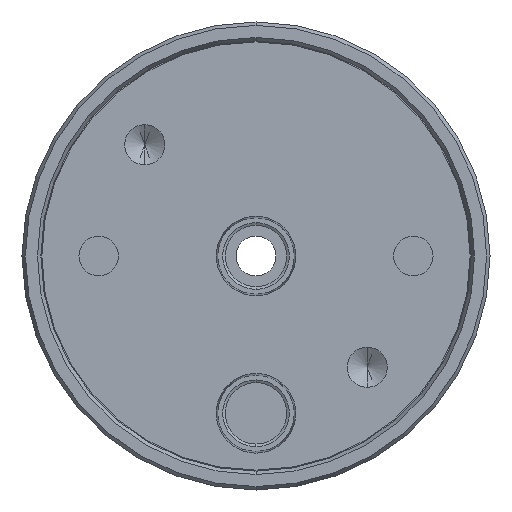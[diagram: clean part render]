
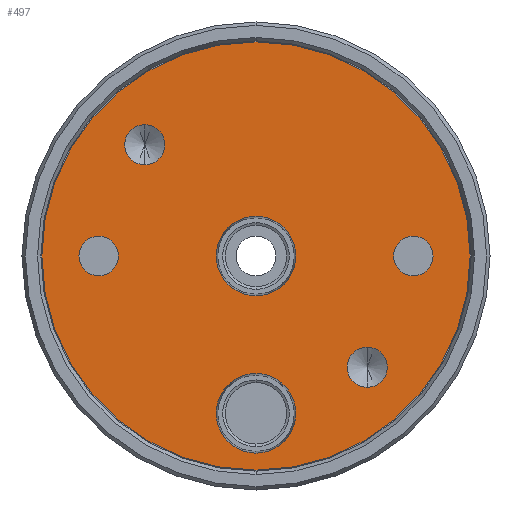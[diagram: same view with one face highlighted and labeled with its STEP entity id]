
A CAD part, front view. The second image highlights one B-rep face of the part: STEP entity #497.
In plain terms, the highlighted planar face has unit normal (0, -1, 0).
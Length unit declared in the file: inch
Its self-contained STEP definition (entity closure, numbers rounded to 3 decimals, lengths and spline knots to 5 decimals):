
#11 = CIRCLE ( 'NONE', #1013, 0.10156 ) ;
#12 = EDGE_CURVE ( 'NONE', #1092, #451, #119, .T. ) ;
#36 = AXIS2_PLACEMENT_3D ( 'NONE', #1576, #397, #860 ) ;
#95 = EDGE_LOOP ( 'NONE', ( #1996, #1834 ) ) ;
#119 = CIRCLE ( 'NONE', #926, 0.10156 ) ;
#124 = EDGE_LOOP ( 'NONE', ( #2316, #1851 ) ) ;
#128 = AXIS2_PLACEMENT_3D ( 'NONE', #1566, #2642, #2221 ) ;
#139 = EDGE_CURVE ( 'NONE', #2648, #603, #2127, .T. ) ;
#179 = PLANE ( 'NONE',  #787 ) ;
#188 = ORIENTED_EDGE ( 'NONE', *, *, #767, .F. ) ;
#191 = AXIS2_PLACEMENT_3D ( 'NONE', #2382, #1274, #1260 ) ;
#193 = EDGE_CURVE ( 'NONE', #464, #220, #2028, .T. ) ;
#197 = DIRECTION ( 'NONE',  ( 0., 0., 1. ) ) ;
#213 = DIRECTION ( 'NONE',  ( 0., 0., 1. ) ) ;
#216 = DIRECTION ( 'NONE',  ( 0., -1., 0. ) ) ;
#220 = VERTEX_POINT ( 'NONE', #2035 ) ;
#277 = EDGE_LOOP ( 'NONE', ( #2248, #1413 ) ) ;
#303 = CARTESIAN_POINT ( 'NONE',  ( 0., 0., 0. ) ) ;
#397 = DIRECTION ( 'NONE',  ( 0., -1., 0. ) ) ;
#433 = CIRCLE ( 'NONE', #2359, 0.1005 ) ;
#434 = DIRECTION ( 'NONE',  ( 0., 0., 1. ) ) ;
#436 = FACE_BOUND ( 'NONE', #2022, .T. ) ;
#451 = VERTEX_POINT ( 'NONE', #2000 ) ;
#464 = VERTEX_POINT ( 'NONE', #856 ) ;
#497 = ADVANCED_FACE ( 'NONE', ( #1989, #436, #2691, #2487, #2240, #841, #1103 ), #179, .F. ) ;
#500 = CARTESIAN_POINT ( 'NONE',  ( 0., 0., -1.0025 ) ) ;
#529 = CARTESIAN_POINT ( 'NONE',  ( 0.56569, 0., -0.56569 ) ) ;
#530 = CARTESIAN_POINT ( 'NONE',  ( 0.8, 0., 0. ) ) ;
#581 = CIRCLE ( 'NONE', #1271, 0.1005 ) ;
#603 = VERTEX_POINT ( 'NONE', #922 ) ;
#633 = AXIS2_PLACEMENT_3D ( 'NONE', #1933, #2813, #785 ) ;
#665 = CARTESIAN_POINT ( 'NONE',  ( -0.8, 0., 0. ) ) ;
#677 = CARTESIAN_POINT ( 'NONE',  ( -0.56569, 0., 0.56569 ) ) ;
#721 = ORIENTED_EDGE ( 'NONE', *, *, #1711, .F. ) ;
#722 = VERTEX_POINT ( 'NONE', #2251 ) ;
#746 = EDGE_CURVE ( 'NONE', #779, #2326, #1300, .T. ) ;
#754 = ORIENTED_EDGE ( 'NONE', *, *, #193, .F. ) ;
#767 = EDGE_CURVE ( 'NONE', #603, #2648, #2647, .T. ) ;
#768 = DIRECTION ( 'NONE',  ( 0., 0., 1. ) ) ;
#779 = VERTEX_POINT ( 'NONE', #500 ) ;
#785 = DIRECTION ( 'NONE',  ( 0., 0., 1. ) ) ;
#787 = AXIS2_PLACEMENT_3D ( 'NONE', #1870, #2723, #2531 ) ;
#841 = FACE_BOUND ( 'NONE', #124, .T. ) ;
#853 = CIRCLE ( 'NONE', #2384, 1.089 ) ;
#856 = CARTESIAN_POINT ( 'NONE',  ( -0.8, 0., 0.1005 ) ) ;
#860 = DIRECTION ( 'NONE',  ( 0., 0., 1. ) ) ;
#875 = CARTESIAN_POINT ( 'NONE',  ( -0.56569, 0., 0.56569 ) ) ;
#882 = DIRECTION ( 'NONE',  ( 0., -1., 0. ) ) ;
#884 = DIRECTION ( 'NONE',  ( 0., 0., 1. ) ) ;
#888 = EDGE_CURVE ( 'NONE', #451, #1092, #11, .T. ) ;
#903 = ORIENTED_EDGE ( 'NONE', *, *, #12, .F. ) ;
#922 = CARTESIAN_POINT ( 'NONE',  ( -0.56569, 0., 0.66725 ) ) ;
#925 = CARTESIAN_POINT ( 'NONE',  ( 0., 0., -0.2025 ) ) ;
#926 = AXIS2_PLACEMENT_3D ( 'NONE', #2710, #1070, #197 ) ;
#950 = CARTESIAN_POINT ( 'NONE',  ( 0.8, 0., 0.1005 ) ) ;
#1013 = AXIS2_PLACEMENT_3D ( 'NONE', #529, #1435, #1912 ) ;
#1066 = EDGE_CURVE ( 'NONE', #722, #2395, #853, .T. ) ;
#1070 = DIRECTION ( 'NONE',  ( 0., -1., 0. ) ) ;
#1071 = CIRCLE ( 'NONE', #191, 0.2025 ) ;
#1092 = VERTEX_POINT ( 'NONE', #1251 ) ;
#1101 = CARTESIAN_POINT ( 'NONE',  ( 0., 0., 0. ) ) ;
#1103 = FACE_OUTER_BOUND ( 'NONE', #95, .T. ) ;
#1135 = ORIENTED_EDGE ( 'NONE', *, *, #139, .F. ) ;
#1163 = CIRCLE ( 'NONE', #2711, 0.2025 ) ;
#1214 = DIRECTION ( 'NONE',  ( 0., 0., 1. ) ) ;
#1224 = CARTESIAN_POINT ( 'NONE',  ( 0.8, 0., 0. ) ) ;
#1245 = AXIS2_PLACEMENT_3D ( 'NONE', #530, #1438, #768 ) ;
#1251 = CARTESIAN_POINT ( 'NONE',  ( 0.56569, 0., -0.46412 ) ) ;
#1260 = DIRECTION ( 'NONE',  ( 0., 0., 1. ) ) ;
#1271 = AXIS2_PLACEMENT_3D ( 'NONE', #1224, #1926, #1214 ) ;
#1274 = DIRECTION ( 'NONE',  ( 0., -1., 0. ) ) ;
#1300 = CIRCLE ( 'NONE', #128, 0.2025 ) ;
#1315 = DIRECTION ( 'NONE',  ( 0., 0., 1. ) ) ;
#1316 = ORIENTED_EDGE ( 'NONE', *, *, #2414, .F. ) ;
#1361 = VERTEX_POINT ( 'NONE', #1866 ) ;
#1413 = ORIENTED_EDGE ( 'NONE', *, *, #2292, .F. ) ;
#1422 = VERTEX_POINT ( 'NONE', #2052 ) ;
#1435 = DIRECTION ( 'NONE',  ( 0., -1., 0. ) ) ;
#1438 = DIRECTION ( 'NONE',  ( 0., -1., 0. ) ) ;
#1509 = ORIENTED_EDGE ( 'NONE', *, *, #2276, .F. ) ;
#1565 = EDGE_LOOP ( 'NONE', ( #1316, #721 ) ) ;
#1566 = CARTESIAN_POINT ( 'NONE',  ( 0., 0., -0.8 ) ) ;
#1576 = CARTESIAN_POINT ( 'NONE',  ( -0.8, 0., 0. ) ) ;
#1632 = AXIS2_PLACEMENT_3D ( 'NONE', #2076, #2721, #884 ) ;
#1711 = EDGE_CURVE ( 'NONE', #1422, #1715, #581, .T. ) ;
#1715 = VERTEX_POINT ( 'NONE', #950 ) ;
#1772 = CIRCLE ( 'NONE', #1632, 0.2025 ) ;
#1809 = DIRECTION ( 'NONE',  ( 0., -1., 0. ) ) ;
#1816 = EDGE_LOOP ( 'NONE', ( #754, #1509 ) ) ;
#1834 = ORIENTED_EDGE ( 'NONE', *, *, #2575, .T. ) ;
#1851 = ORIENTED_EDGE ( 'NONE', *, *, #746, .F. ) ;
#1858 = EDGE_LOOP ( 'NONE', ( #903, #2153 ) ) ;
#1866 = CARTESIAN_POINT ( 'NONE',  ( 0., 0., 0.2025 ) ) ;
#1870 = CARTESIAN_POINT ( 'NONE',  ( 0., 0., 0. ) ) ;
#1912 = DIRECTION ( 'NONE',  ( 0., 0., 1. ) ) ;
#1926 = DIRECTION ( 'NONE',  ( 0., -1., 0. ) ) ;
#1933 = CARTESIAN_POINT ( 'NONE',  ( 0., 0., 0. ) ) ;
#1989 = FACE_BOUND ( 'NONE', #1858, .T. ) ;
#1996 = ORIENTED_EDGE ( 'NONE', *, *, #1066, .T. ) ;
#2000 = CARTESIAN_POINT ( 'NONE',  ( 0.56569, 0., -0.66725 ) ) ;
#2022 = EDGE_LOOP ( 'NONE', ( #188, #1135 ) ) ;
#2028 = CIRCLE ( 'NONE', #36, 0.1005 ) ;
#2035 = CARTESIAN_POINT ( 'NONE',  ( -0.8, 0., -0.1005 ) ) ;
#2052 = CARTESIAN_POINT ( 'NONE',  ( 0.8, 0., -0.1005 ) ) ;
#2076 = CARTESIAN_POINT ( 'NONE',  ( 0., 0., 0. ) ) ;
#2086 = VERTEX_POINT ( 'NONE', #925 ) ;
#2088 = DIRECTION ( 'NONE',  ( 0., 0., 1. ) ) ;
#2127 = CIRCLE ( 'NONE', #2270, 0.10157 ) ;
#2135 = DIRECTION ( 'NONE',  ( 0., 0., 1. ) ) ;
#2148 = DIRECTION ( 'NONE',  ( 0., -1., 0. ) ) ;
#2153 = ORIENTED_EDGE ( 'NONE', *, *, #888, .F. ) ;
#2177 = EDGE_CURVE ( 'NONE', #2326, #779, #1071, .T. ) ;
#2184 = AXIS2_PLACEMENT_3D ( 'NONE', #677, #216, #2088 ) ;
#2221 = DIRECTION ( 'NONE',  ( 0., 0., 1. ) ) ;
#2222 = DIRECTION ( 'NONE',  ( 0., -1., 0. ) ) ;
#2239 = CARTESIAN_POINT ( 'NONE',  ( 0., 0., -1.089 ) ) ;
#2240 = FACE_BOUND ( 'NONE', #277, .T. ) ;
#2248 = ORIENTED_EDGE ( 'NONE', *, *, #2480, .F. ) ;
#2251 = CARTESIAN_POINT ( 'NONE',  ( 0., 0., 1.089 ) ) ;
#2270 = AXIS2_PLACEMENT_3D ( 'NONE', #875, #1809, #213 ) ;
#2276 = EDGE_CURVE ( 'NONE', #220, #464, #433, .T. ) ;
#2284 = CARTESIAN_POINT ( 'NONE',  ( 0., 0., -0.5975 ) ) ;
#2292 = EDGE_CURVE ( 'NONE', #2086, #1361, #1163, .T. ) ;
#2316 = ORIENTED_EDGE ( 'NONE', *, *, #2177, .F. ) ;
#2326 = VERTEX_POINT ( 'NONE', #2284 ) ;
#2354 = CARTESIAN_POINT ( 'NONE',  ( -0.56569, 0., 0.46412 ) ) ;
#2359 = AXIS2_PLACEMENT_3D ( 'NONE', #665, #882, #434 ) ;
#2382 = CARTESIAN_POINT ( 'NONE',  ( 0., 0., -0.8 ) ) ;
#2384 = AXIS2_PLACEMENT_3D ( 'NONE', #303, #2148, #2135 ) ;
#2395 = VERTEX_POINT ( 'NONE', #2239 ) ;
#2414 = EDGE_CURVE ( 'NONE', #1715, #1422, #2533, .T. ) ;
#2480 = EDGE_CURVE ( 'NONE', #1361, #2086, #1772, .T. ) ;
#2487 = FACE_BOUND ( 'NONE', #1565, .T. ) ;
#2531 = DIRECTION ( 'NONE',  ( 0., 0., -1. ) ) ;
#2533 = CIRCLE ( 'NONE', #1245, 0.1005 ) ;
#2575 = EDGE_CURVE ( 'NONE', #2395, #722, #2759, .T. ) ;
#2642 = DIRECTION ( 'NONE',  ( 0., -1., 0. ) ) ;
#2647 = CIRCLE ( 'NONE', #2184, 0.10157 ) ;
#2648 = VERTEX_POINT ( 'NONE', #2354 ) ;
#2691 = FACE_BOUND ( 'NONE', #1816, .T. ) ;
#2710 = CARTESIAN_POINT ( 'NONE',  ( 0.56569, 0., -0.56569 ) ) ;
#2711 = AXIS2_PLACEMENT_3D ( 'NONE', #1101, #2222, #1315 ) ;
#2721 = DIRECTION ( 'NONE',  ( 0., -1., 0. ) ) ;
#2723 = DIRECTION ( 'NONE',  ( 0., 1., 0. ) ) ;
#2759 = CIRCLE ( 'NONE', #633, 1.089 ) ;
#2813 = DIRECTION ( 'NONE',  ( 0., -1., 0. ) ) ;
